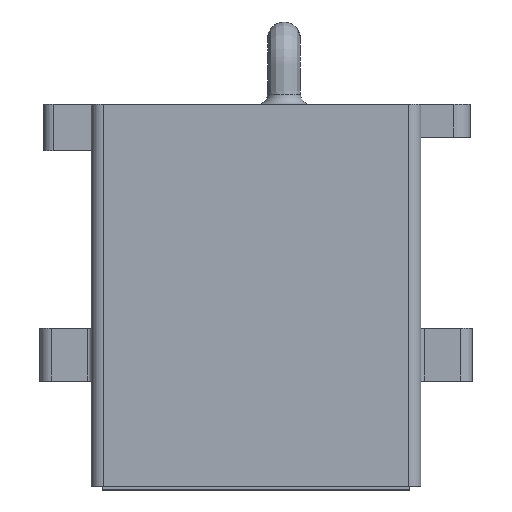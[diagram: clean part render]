
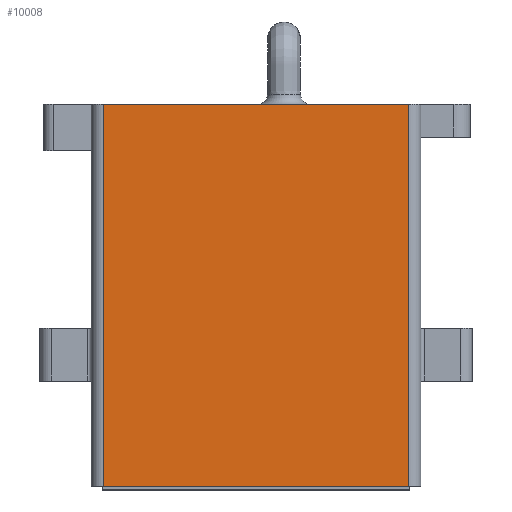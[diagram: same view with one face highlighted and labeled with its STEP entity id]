
A CAD part, top view. The second image highlights one B-rep face of the part: STEP entity #10008.
In plain terms, the highlighted planar face has unit normal (0, 0, 1).
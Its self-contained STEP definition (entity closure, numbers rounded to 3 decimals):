
#688=LINE('',#16147,#1699);
#704=LINE('',#16189,#1715);
#705=LINE('',#16191,#1716);
#706=LINE('',#16193,#1717);
#1699=VECTOR('',#13000,1000.);
#1715=VECTOR('',#13036,1000.);
#1716=VECTOR('',#13037,1000.);
#1717=VECTOR('',#13038,1000.);
#2365=PLANE('',#10940);
#4232=ORIENTED_EDGE('',*,*,#6520,.T.);
#4233=ORIENTED_EDGE('',*,*,#6541,.F.);
#4234=ORIENTED_EDGE('',*,*,#6542,.F.);
#4235=ORIENTED_EDGE('',*,*,#6543,.T.);
#6520=EDGE_CURVE('',#7759,#7758,#688,.T.);
#6541=EDGE_CURVE('',#7775,#7758,#704,.T.);
#6542=EDGE_CURVE('',#7776,#7775,#705,.T.);
#6543=EDGE_CURVE('',#7776,#7759,#706,.T.);
#7758=VERTEX_POINT('',#16146);
#7759=VERTEX_POINT('',#16148);
#7775=VERTEX_POINT('',#16190);
#7776=VERTEX_POINT('',#16192);
#8806=EDGE_LOOP('',(#4232,#4233,#4234,#4235));
#9392=FACE_BOUND('',#8806,.T.);
#10008=ADVANCED_FACE('',(#9392),#2365,.F.);
#10940=AXIS2_PLACEMENT_3D('',#16188,#13034,#13035);
#13000=DIRECTION('',(1.,0.,0.));
#13034=DIRECTION('',(0.,0.,-1.));
#13035=DIRECTION('',(-1.,0.,0.));
#13036=DIRECTION('',(0.,-1.,0.));
#13037=DIRECTION('',(1.,0.,0.));
#13038=DIRECTION('',(0.,-1.,0.));
#16146=CARTESIAN_POINT('',(4.64,-5.8,4.55));
#16147=CARTESIAN_POINT('',(-4.64,-5.8,4.55));
#16148=CARTESIAN_POINT('',(-4.64,-5.8,4.55));
#16188=CARTESIAN_POINT('',(-4.64,5.8,4.55));
#16189=CARTESIAN_POINT('',(4.64,5.8,4.55));
#16190=CARTESIAN_POINT('',(4.64,5.8,4.55));
#16191=CARTESIAN_POINT('',(-4.64,5.8,4.55));
#16192=CARTESIAN_POINT('',(-4.64,5.8,4.55));
#16193=CARTESIAN_POINT('',(-4.64,5.8,4.55));
